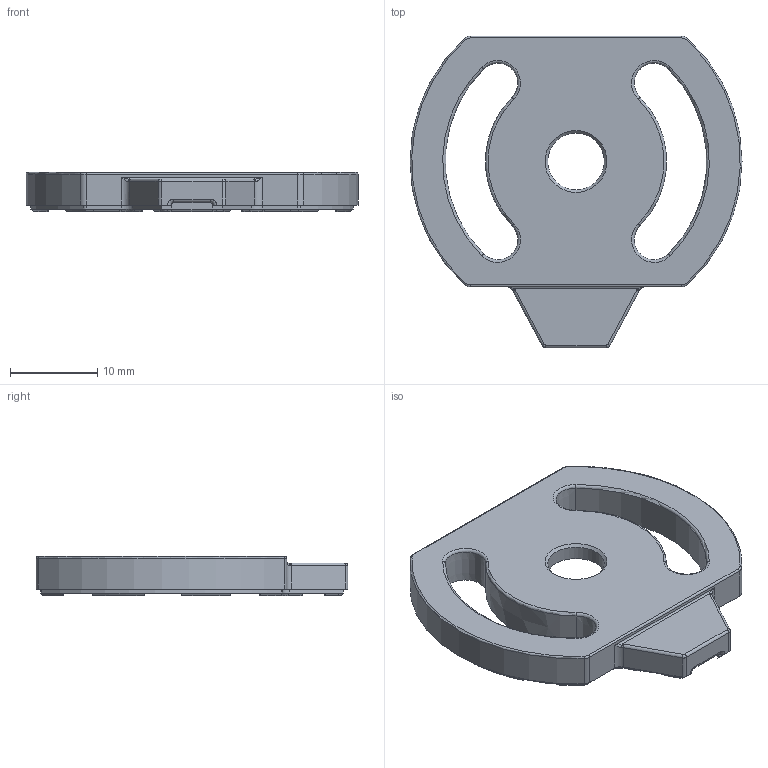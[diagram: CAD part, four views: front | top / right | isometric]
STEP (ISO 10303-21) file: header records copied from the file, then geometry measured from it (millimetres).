
FILE_DESCRIPTION(/* description */ (''),/* implementation_level */ '2;1');
FILE_NAME(/* name */ 'Front.ipt.step',/* time_stamp */ '2020-04-16T23:17:20-04:00',/* author */ ('Jordan'),/* organization */ (''),/* preprocessor_version */ 'ST-DEVELOPER v17',/* originating_system */ 'Autodesk Inventor 2019',/* authorisation */ '');
FILE_SCHEMA (('AUTOMOTIVE_DESIGN { 1 0 10303 214 3 1 1 }'));
Length unit declared in the file: inch
Products named in the file (1): Front
Bounding box: 38.1 x 35.75 x 4.48 mm (x, y, z)
Volume: 1597.3 mm3; surface area: 3587.7 mm2
Topology: 1 solids, 1 shells, 231 faces, 584 edges, 372 vertices
Faces by surface type: plane 95, cone 47, cylinder 41, bspline 26, torus 20, sphere 2
Full cylindrical faces by diameter (mm): 6.5 x1, 8.5 x1
Entity records: 9304 total; most frequent: CARTESIAN_POINT 3751, ORIENTED_EDGE 1166, DIRECTION 1129, EDGE_CURVE 583, AXIS2_PLACEMENT_3D 408, VERTEX_POINT 372, LINE 313, VECTOR 313
